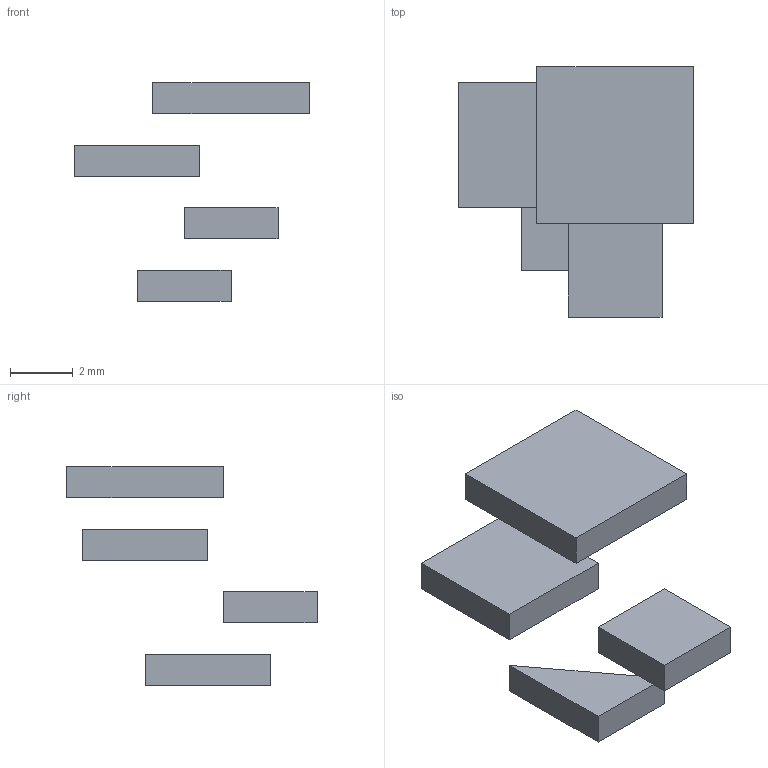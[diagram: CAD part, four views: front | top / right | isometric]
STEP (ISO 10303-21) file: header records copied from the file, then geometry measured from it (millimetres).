
FILE_DESCRIPTION(('Open CASCADE Model'),'2;1');
FILE_NAME('Open CASCADE Shape Model','2024-05-24T01:47:07',('Author'),( 'Open CASCADE'),'Open CASCADE STEP processor 7.7','Open CASCADE 7.7' ,'Unknown');
FILE_SCHEMA(('AUTOMOTIVE_DESIGN { 1 0 10303 214 1 1 1 1 }'));
Length unit declared in the file: millimetre
Products named in the file (5): Open CASCADE STEP translator 7.7 34; Open CASCADE STEP translator 7.7 34.1; Open CASCADE STEP translator 7.7 34.2; Open CASCADE STEP translator 7.7 34.3; Open CASCADE STEP translator 7.7 34.4
Assembly tree (4 placements, depth 2):
  Open CASCADE STEP translator 7.7 34
    Open CASCADE STEP translator 7.7 34.1
    Open CASCADE STEP translator 7.7 34.2
    Open CASCADE STEP translator 7.7 34.3
    Open CASCADE STEP translator 7.7 34.4
Bounding box: 7.5 x 8 x 7 mm (x, y, z)
Volume: 56 mm3; surface area: 172 mm2
Topology: 4 solids, 4 shells, 23 faces, 45 edges, 30 vertices
Faces by surface type: plane 23
Entity records: 1240 total; most frequent: CARTESIAN_POINT 193, DIRECTION 191, LINE 135, VECTOR 135, ORIENTED_EDGE 90, PCURVE 90, DEFINITIONAL_REPRESENTATION 90, EDGE_CURVE 45
